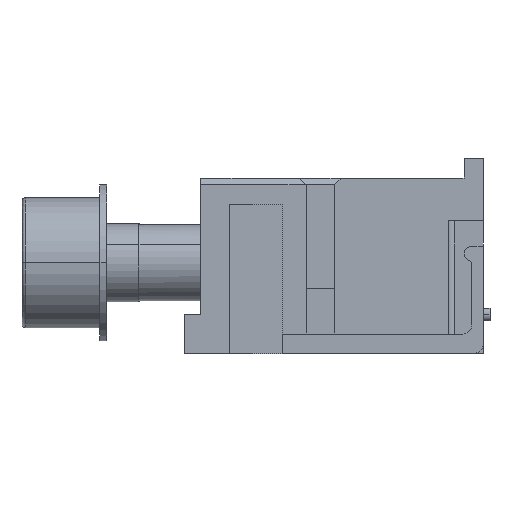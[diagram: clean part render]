
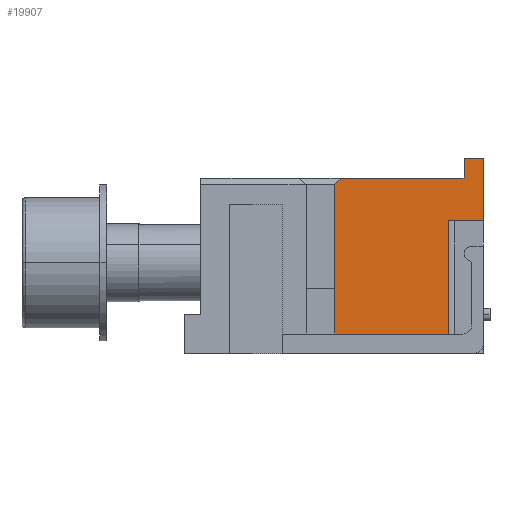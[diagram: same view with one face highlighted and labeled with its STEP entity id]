
A CAD part, left-side view. The second image highlights one B-rep face of the part: STEP entity #19907.
In plain terms, the highlighted planar face has unit normal (-1, 0, 0).
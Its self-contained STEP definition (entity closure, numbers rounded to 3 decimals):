
#17006=DIRECTION('',(0.,-1.,0.));
#17007=VECTOR('',#17006,8.75);
#17008=CARTESIAN_POINT('',(-31.996,11.45,-63.));
#17009=LINE('',#17008,#17007);
#17014=DIRECTION('',(0.,0.,1.));
#17015=VECTOR('',#17014,8.7);
#17016=CARTESIAN_POINT('',(-31.996,2.7,-63.));
#17017=LINE('',#17016,#17015);
#17031=DIRECTION('',(0.,-1.,0.));
#17032=VECTOR('',#17031,2.7);
#17033=CARTESIAN_POINT('',(-31.996,2.7,-54.3));
#17034=LINE('',#17033,#17032);
#17039=DIRECTION('',(0.,-0.707,0.707));
#17040=VECTOR('',#17039,0.707);
#17041=CARTESIAN_POINT('',(-31.996,11.45,-51.5));
#17042=LINE('',#17041,#17040);
#17043=DIRECTION('',(0.,0.,1.));
#17044=VECTOR('',#17043,1.5);
#17045=CARTESIAN_POINT('',(-31.996,1.5,-51.));
#17046=LINE('',#17045,#17044);
#17047=DIRECTION('',(0.,-1.,0.));
#17048=VECTOR('',#17047,1.5);
#17049=CARTESIAN_POINT('',(-31.996,1.5,-49.5));
#17050=LINE('',#17049,#17048);
#17051=DIRECTION('',(0.,0.,-1.));
#17052=VECTOR('',#17051,4.8);
#17053=CARTESIAN_POINT('',(-31.996,0.,-49.5));
#17054=LINE('',#17053,#17052);
#17059=DIRECTION('',(0.,0.,-1.));
#17060=VECTOR('',#17059,8.);
#17061=CARTESIAN_POINT('',(-31.996,11.45,-51.5));
#17062=LINE('',#17061,#17060);
#17079=DIRECTION('',(0.,0.,-1.));
#17080=VECTOR('',#17079,3.5);
#17081=CARTESIAN_POINT('',(-31.996,11.45,-59.5));
#17082=LINE('',#17081,#17080);
#17107=DIRECTION('',(0.,1.,0.));
#17108=VECTOR('',#17107,9.45);
#17109=CARTESIAN_POINT('',(-31.996,1.5,-51.));
#17110=LINE('',#17109,#17108);
#19079=CARTESIAN_POINT('',(-31.996,0.,-54.3));
#19080=VERTEX_POINT('',#19079);
#19081=CARTESIAN_POINT('',(-31.996,0.,-49.5));
#19082=VERTEX_POINT('',#19081);
#19088=CARTESIAN_POINT('',(-31.996,1.5,-49.5));
#19090=VERTEX_POINT('',#19088);
#19096=CARTESIAN_POINT('',(-31.996,1.5,-51.));
#19098=VERTEX_POINT('',#19096);
#19099=CARTESIAN_POINT('',(-31.996,11.45,-51.5));
#19100=CARTESIAN_POINT('',(-31.996,10.95,-51.));
#19101=VERTEX_POINT('',#19099);
#19102=VERTEX_POINT('',#19100);
#19103=CARTESIAN_POINT('',(-31.996,11.45,-63.));
#19104=CARTESIAN_POINT('',(-31.996,2.7,-63.));
#19105=VERTEX_POINT('',#19103);
#19106=VERTEX_POINT('',#19104);
#19107=CARTESIAN_POINT('',(-31.996,11.45,-59.5));
#19108=VERTEX_POINT('',#19107);
#19157=CARTESIAN_POINT('',(-31.996,2.7,-54.3));
#19158=VERTEX_POINT('',#19157);
#19883=CARTESIAN_POINT('',(-31.996,5.725,-56.25));
#19884=DIRECTION('',(1.,0.,0.));
#19885=DIRECTION('',(0.,0.,1.));
#19886=AXIS2_PLACEMENT_3D('',#19883,#19884,#19885);
#19887=PLANE('',#19886);
#19889=ORIENTED_EDGE('',*,*,#19888,.T.);
#19891=ORIENTED_EDGE('',*,*,#19890,.F.);
#19893=ORIENTED_EDGE('',*,*,#19892,.T.);
#19895=ORIENTED_EDGE('',*,*,#19894,.T.);
#19897=ORIENTED_EDGE('',*,*,#19896,.T.);
#19898=ORIENTED_EDGE('',*,*,#19867,.F.);
#19899=ORIENTED_EDGE('',*,*,#19824,.F.);
#19900=ORIENTED_EDGE('',*,*,#19800,.F.);
#19902=ORIENTED_EDGE('',*,*,#19901,.F.);
#19904=ORIENTED_EDGE('',*,*,#19903,.F.);
#19905=EDGE_LOOP('',(#19889,#19891,#19893,#19895,#19897,#19898,#19899,#19900,
#19902,#19904));
#19906=FACE_OUTER_BOUND('',#19905,.F.);
#19800=EDGE_CURVE('',#19105,#19106,#17009,.T.);
#19824=EDGE_CURVE('',#19106,#19158,#17017,.T.);
#19867=EDGE_CURVE('',#19158,#19080,#17034,.T.);
#19888=EDGE_CURVE('',#19101,#19102,#17042,.T.);
#19890=EDGE_CURVE('',#19098,#19102,#17110,.T.);
#19892=EDGE_CURVE('',#19098,#19090,#17046,.T.);
#19894=EDGE_CURVE('',#19090,#19082,#17050,.T.);
#19896=EDGE_CURVE('',#19082,#19080,#17054,.T.);
#19901=EDGE_CURVE('',#19108,#19105,#17082,.T.);
#19903=EDGE_CURVE('',#19101,#19108,#17062,.T.);
#19907=ADVANCED_FACE('',(#19906),#19887,.F.);
